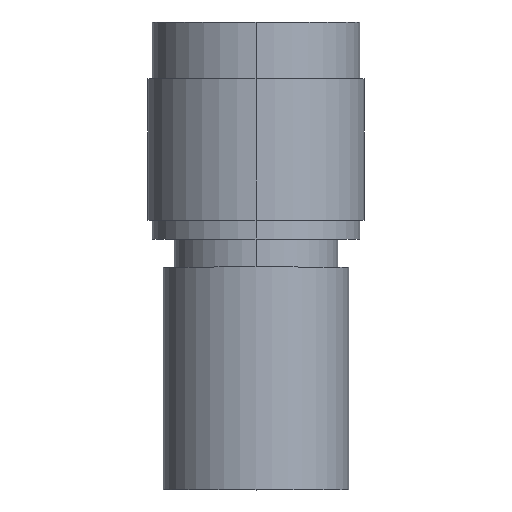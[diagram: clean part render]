
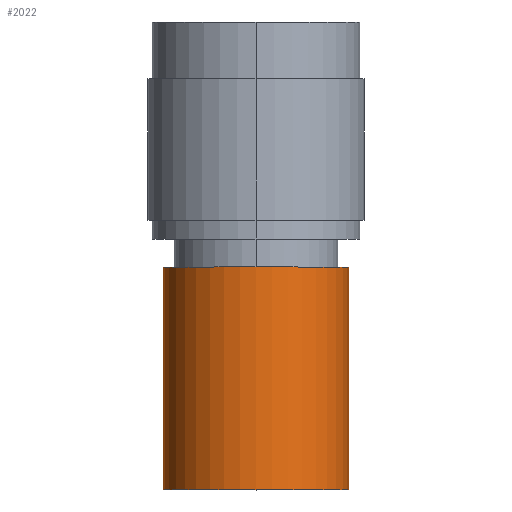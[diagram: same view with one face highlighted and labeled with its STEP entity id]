
A CAD part, top view. The second image highlights one B-rep face of the part: STEP entity #2022.
In plain terms, the highlighted cylindrical face has radius 6.248 mm (diameter 12.497 mm), a partial arc.
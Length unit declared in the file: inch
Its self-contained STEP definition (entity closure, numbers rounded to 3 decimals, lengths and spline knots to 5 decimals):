
#801 = CARTESIAN_POINT ( 'NONE',  ( 0., 0.59, -0.246 ) ) ;
#916 = DIRECTION ( 'NONE',  ( 0., 0., -1. ) ) ;
#917 = DIRECTION ( 'NONE',  ( 0., -1., 0. ) ) ;
#918 = CARTESIAN_POINT ( 'NONE',  ( 0., 0.59, 0. ) ) ;
#919 = AXIS2_PLACEMENT_3D ( 'NONE', #918, #917, #916 ) ;
#920 = CYLINDRICAL_SURFACE ( 'NONE', #919, 0.246 ) ;
#921 = FACE_OUTER_BOUND ( 'NONE', #2023, .T. ) ;
#1056 = CARTESIAN_POINT ( 'NONE',  ( 0., 0., 0.246 ) ) ;
#1057 = DIRECTION ( 'NONE',  ( 0., -1., 0. ) ) ;
#1058 = VECTOR ( 'NONE', #1057, 39.37008 ) ;
#1059 = CARTESIAN_POINT ( 'NONE',  ( 0., 0.59, 0.246 ) ) ;
#1060 = LINE ( 'NONE', #1059, #1058 ) ;
#1072 = DIRECTION ( 'NONE',  ( 0., 0., 1. ) ) ;
#1073 = DIRECTION ( 'NONE',  ( 0., 1., 0. ) ) ;
#1074 = CARTESIAN_POINT ( 'NONE',  ( 0., 0., 0. ) ) ;
#1075 = AXIS2_PLACEMENT_3D ( 'NONE', #1074, #1073, #1072 ) ;
#1076 = CIRCLE ( 'NONE', #1075, 0.246 ) ;
#1725 = VERTEX_POINT ( 'NONE', #801 ) ;
#1804 = ORIENTED_EDGE ( 'NONE', *, *, #1812, .F. ) ;
#1806 = VERTEX_POINT ( 'NONE', #2733 ) ;
#1811 = EDGE_CURVE ( 'NONE', #1725, #1817, #2721, .T. ) ;
#1812 = EDGE_CURVE ( 'NONE', #1806, #1725, #2717, .T. ) ;
#1817 = VERTEX_POINT ( 'NONE', #2592 ) ;
#1818 = ORIENTED_EDGE ( 'NONE', *, *, #1811, .F. ) ;
#1892 = ORIENTED_EDGE ( 'NONE', *, *, #2026, .T. ) ;
#2022 = ADVANCED_FACE ( 'Face1', ( #921 ), #920, .T. ) ;
#2023 = EDGE_LOOP ( 'NONE', ( #1804, #2024, #1892, #1818 ) ) ;
#2024 = ORIENTED_EDGE ( 'NONE', *, *, #2032, .T. ) ;
#2026 = EDGE_CURVE ( 'NONE', #2033, #1817, #1076, .T. ) ;
#2032 = EDGE_CURVE ( 'NONE', #1806, #2033, #1060, .T. ) ;
#2033 = VERTEX_POINT ( 'NONE', #1056 ) ;
#2592 = CARTESIAN_POINT ( 'NONE',  ( 0., 0., -0.246 ) ) ;
#2594 = DIRECTION ( 'NONE',  ( 0., 0., 1. ) ) ;
#2595 = DIRECTION ( 'NONE',  ( 0., 1., 0. ) ) ;
#2596 = CARTESIAN_POINT ( 'NONE',  ( 0., 0.59, 0. ) ) ;
#2716 = AXIS2_PLACEMENT_3D ( 'NONE', #2596, #2595, #2594 ) ;
#2717 = CIRCLE ( 'NONE', #2716, 0.246 ) ;
#2718 = DIRECTION ( 'NONE',  ( 0., -1., 0. ) ) ;
#2719 = VECTOR ( 'NONE', #2718, 39.37008 ) ;
#2720 = CARTESIAN_POINT ( 'NONE',  ( 0., 0.59, -0.246 ) ) ;
#2721 = LINE ( 'NONE', #2720, #2719 ) ;
#2733 = CARTESIAN_POINT ( 'NONE',  ( 0., 0.59, 0.246 ) ) ;
